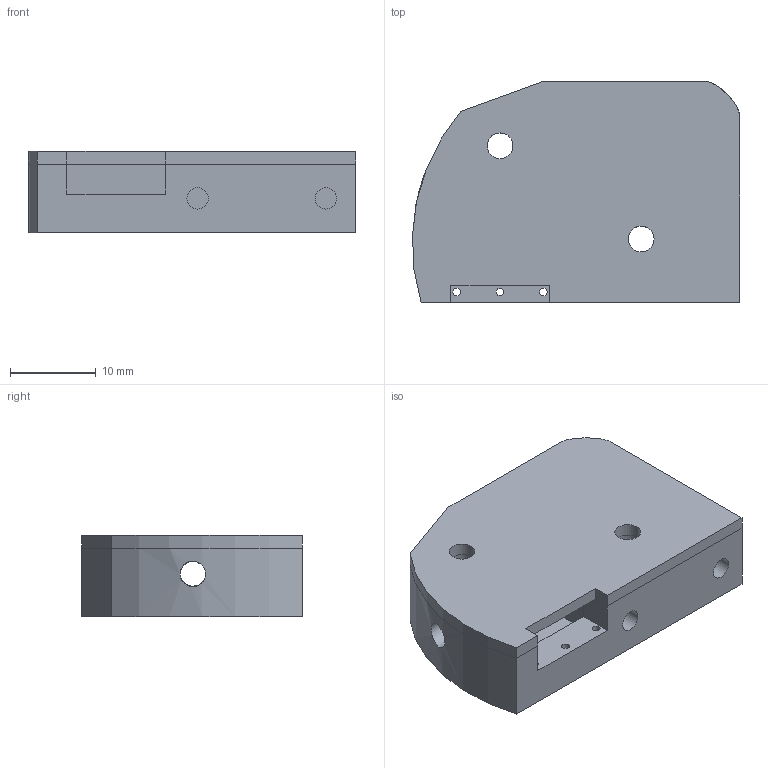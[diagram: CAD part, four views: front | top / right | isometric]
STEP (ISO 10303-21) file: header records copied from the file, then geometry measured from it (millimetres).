
FILE_DESCRIPTION(/* description */ (''),/* implementation_level */ '2;1');
FILE_NAME(/* name */ 'Power switch.step',/* time_stamp */ '2024-03-04T19:00:49+01:00',/* author */ (''),/* organization */ (''),/* preprocessor_version */ 'ST-DEVELOPER v20',/* originating_system */ 'Autodesk Translation Framework v12.14.0.127',/* authorisation */ '');
FILE_SCHEMA (('AUTOMOTIVE_DESIGN { 1 0 10303 214 3 1 1 }'));
Length unit declared in the file: millimetre
Products named in the file (3): Power switch; Pull-pin switch; Lid (1)
Assembly tree (2 placements, depth 2):
  Power switch
    Pull-pin switch
    Lid (1)
Bounding box: 38.25 x 25.8 x 9.5 mm (x, y, z)
Volume: 6286.2 mm3; surface area: 5595.4 mm2
Topology: 2 solids, 2 shells, 58 faces, 153 edges, 101 vertices
Faces by surface type: plane 40, cylinder 14, bspline 4
Full cylindrical faces by diameter (mm): 0.9 x6, 2.5 x2, 3 x4
Entity records: 2283 total; most frequent: CARTESIAN_POINT 718, ORIENTED_EDGE 306, DIRECTION 289, EDGE_CURVE 153, LINE 115, VECTOR 115, VERTEX_POINT 101, AXIS2_PLACEMENT_3D 87
